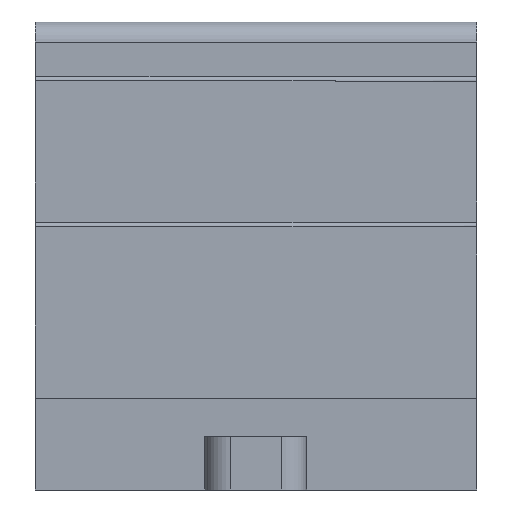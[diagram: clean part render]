
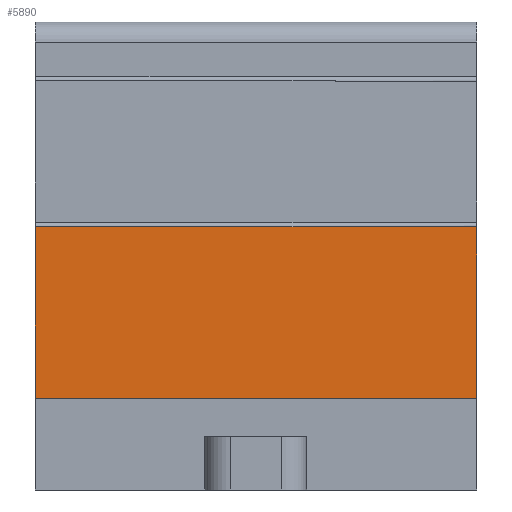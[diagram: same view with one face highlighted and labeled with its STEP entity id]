
A CAD part, front view. The second image highlights one B-rep face of the part: STEP entity #5890.
In plain terms, the highlighted planar face has unit normal (0, -1, 0).
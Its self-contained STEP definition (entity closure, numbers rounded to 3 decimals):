
#4769=CARTESIAN_POINT('',(0.,-46.046,27.109));
#4770=VERTEX_POINT('',#4769);
#4771=CARTESIAN_POINT('',(0.,-46.046,6.48));
#4772=VERTEX_POINT('',#4771);
#4773=CARTESIAN_POINT('',(0.,-46.046,27.109));
#4774=DIRECTION('',(0.0,0.0,-1.0));
#4775=VECTOR('',#4774,20.629);
#4776=LINE('',#4773,#4775);
#4777=EDGE_CURVE('',#4770,#4772,#4776,.T.);
#4846=CARTESIAN_POINT('',(53.0,-46.046,6.48));
#4847=VERTEX_POINT('',#4846);
#4854=CARTESIAN_POINT('',(0.0,-46.046,6.48));
#4855=DIRECTION('',(1.0,0.0,0.0));
#4856=VECTOR('',#4855,53.0);
#4857=LINE('',#4854,#4856);
#4858=EDGE_CURVE('',#4772,#4847,#4857,.T.);
#5802=CARTESIAN_POINT('',(36.0,-46.046,27.062));
#5803=VERTEX_POINT('',#5802);
#5804=CARTESIAN_POINT('',(36.0,-46.046,27.109));
#5805=VERTEX_POINT('',#5804);
#5806=CARTESIAN_POINT('',(36.0,-46.046,27.062));
#5807=DIRECTION('',(0.0,0.0,1.0));
#5808=VECTOR('',#5807,0.047);
#5809=LINE('',#5806,#5808);
#5810=EDGE_CURVE('',#5803,#5805,#5809,.T.);
#5843=CARTESIAN_POINT('',(36.0,-46.046,27.109));
#5844=DIRECTION('',(-1.0,0.0,0.0));
#5845=VECTOR('',#5844,36.0);
#5846=LINE('',#5843,#5845);
#5847=EDGE_CURVE('',#5805,#4770,#5846,.T.);
#5850=CARTESIAN_POINT('',(53.0,-46.046,27.062));
#5851=VERTEX_POINT('',#5850);
#5852=CARTESIAN_POINT('',(36.0,-46.046,27.062));
#5853=DIRECTION('',(1.0,0.0,0.0));
#5854=VECTOR('',#5853,17.0);
#5855=LINE('',#5852,#5854);
#5856=EDGE_CURVE('',#5803,#5851,#5855,.T.);
#5872=CARTESIAN_POINT('',(36.0,-46.046,27.109));
#5873=DIRECTION('',(0.0,-1.0,0.0));
#5874=DIRECTION('',(1.0,0.0,0.0));
#5875=AXIS2_PLACEMENT_3D('',#5872,#5873,#5874);
#5876=PLANE('',#5875);
#5877=ORIENTED_EDGE('',*,*,#4858,.T.);
#5878=CARTESIAN_POINT('',(53.0,-46.046,6.48));
#5879=DIRECTION('',(0.0,0.0,1.0));
#5880=VECTOR('',#5879,20.583);
#5881=LINE('',#5878,#5880);
#5882=EDGE_CURVE('',#4847,#5851,#5881,.T.);
#5883=ORIENTED_EDGE('',*,*,#5882,.T.);
#5884=ORIENTED_EDGE('',*,*,#5856,.F.);
#5885=ORIENTED_EDGE('',*,*,#5810,.T.);
#5886=ORIENTED_EDGE('',*,*,#5847,.T.);
#5887=ORIENTED_EDGE('',*,*,#4777,.T.);
#5888=EDGE_LOOP('',(#5877,#5883,#5884,#5885,#5886,#5887));
#5889=FACE_OUTER_BOUND('',#5888,.T.);
#5890=ADVANCED_FACE('',(#5889),#5876,.T.);
